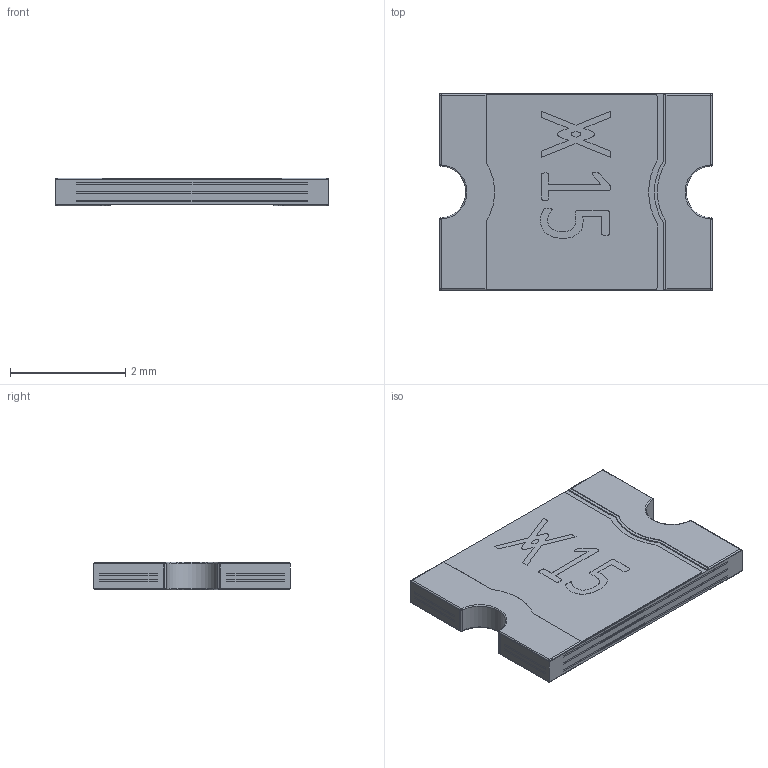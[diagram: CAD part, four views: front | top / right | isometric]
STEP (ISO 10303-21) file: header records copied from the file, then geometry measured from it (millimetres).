
FILE_DESCRIPTION (( 'STEP AP214' ), '1' );
FILE_NAME ('miniSMDC150F.STEP', '2022-12-29T17:54:30', ( '' ), ( '' ), 'SwSTEP 2.0', 'SolidWorks 2022', '' );
FILE_SCHEMA (( 'AUTOMOTIVE_DESIGN' ));
Length unit declared in the file: millimetre
Products named in the file (1): miniSMDC150F
Bounding box: 4.73 x 3.41 x 0.48 mm (x, y, z)
Volume: 7.1 mm3; surface area: 39.2 mm2
Topology: 1 solids, 1 shells, 237 faces, 615 edges, 386 vertices
Faces by surface type: plane 137, cylinder 50, bspline 21, sphere 20, torus 9
Entity records: 10611 total; most frequent: CARTESIAN_POINT 2288, ORIENTED_EDGE 1206, DIRECTION 1122, EDGE_CURVE 603, LINE 426, VECTOR 426, VERTEX_POINT 386, AXIS2_PLACEMENT_3D 348
